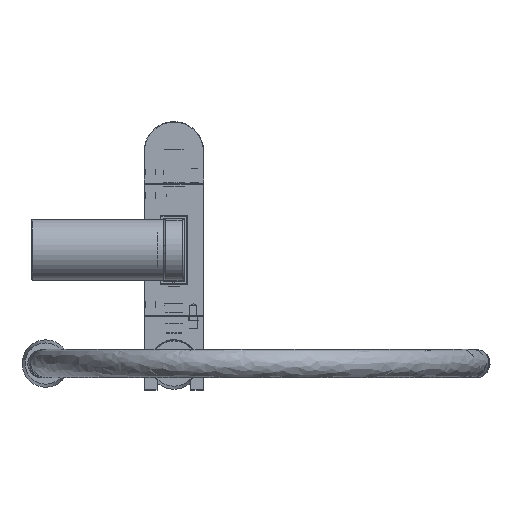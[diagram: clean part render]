
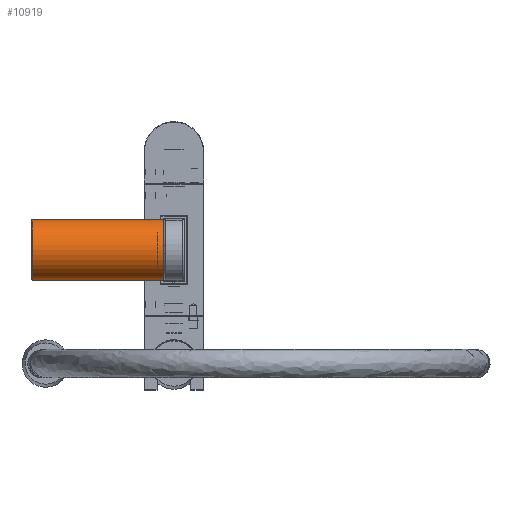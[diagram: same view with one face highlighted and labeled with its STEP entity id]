
A CAD part, front view. The second image highlights one B-rep face of the part: STEP entity #10919.
In plain terms, the highlighted cylindrical face has radius 14.75 mm (diameter 29.5 mm), a full revolution.
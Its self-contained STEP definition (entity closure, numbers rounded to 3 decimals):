
#591 = CARTESIAN_POINT ( 'NONE',  ( -61.322, -320.287, -1.052 ) ) ;
#670 = CARTESIAN_POINT ( 'NONE',  ( -60.052, -320.392, -2.045 ) ) ;
#756 = CARTESIAN_POINT ( 'NONE',  ( -57.508, -320.265, -0.678 ) ) ;
#843 = CARTESIAN_POINT ( 'NONE',  ( -57.612, -320.279, 0.929 ) ) ;
#1031 = DIRECTION ( 'NONE',  ( 1., 0., 0. ) ) ;
#1044 = AXIS2_PLACEMENT_3D ( 'NONE', #8866, #3599, #2021 ) ;
#1731 = CYLINDRICAL_SURFACE ( 'NONE', #3050, 14.75 ) ;
#1811 = DIRECTION ( 'NONE',  ( 1., 0., 0. ) ) ;
#2021 = DIRECTION ( 'NONE',  ( 0., 0., 1. ) ) ;
#2063 = CARTESIAN_POINT ( 'NONE',  ( -57.455, -320.258, 0.55 ) ) ;
#2237 = CARTESIAN_POINT ( 'NONE',  ( -58.567, -320.371, 1.886 ) ) ;
#2323 = CARTESIAN_POINT ( 'NONE',  ( -58.114, -320.335, -1.583 ) ) ;
#2339 = DIRECTION ( 'NONE',  ( 0., 0., 1. ) ) ;
#2411 = CARTESIAN_POINT ( 'NONE',  ( -57.414, -320.252, -0.277 ) ) ;
#2749 = EDGE_LOOP ( 'NONE', ( #10614 ) ) ;
#2883 = AXIS2_PLACEMENT_3D ( 'NONE', #15633, #1031, #2339 ) ;
#3050 = AXIS2_PLACEMENT_3D ( 'NONE', #8477, #1811, #12234 ) ;
#3122 = CARTESIAN_POINT ( 'NONE',  ( -61.533, -320.259, -0.544 ) ) ;
#3296 = CARTESIAN_POINT ( 'NONE',  ( -58.955, -320.391, -2.033 ) ) ;
#3386 = CARTESIAN_POINT ( 'NONE',  ( -61.334, -320.286, 1.059 ) ) ;
#3469 = CARTESIAN_POINT ( 'NONE',  ( -61.6, -320.25, 0. ) ) ;
#3554 = CARTESIAN_POINT ( 'NONE',  ( -58.11, -320.335, 1.58 ) ) ;
#3599 = DIRECTION ( 'NONE',  ( -1., 0., 0. ) ) ;
#3635 = CARTESIAN_POINT ( 'NONE',  ( -61.544, -320.258, 0.554 ) ) ;
#3679 = EDGE_CURVE ( 'NONE', #13816, #13816, #7075, .T. ) ;
#3720 = CARTESIAN_POINT ( 'NONE',  ( -58.446, -320.363, 1.822 ) ) ;
#4518 = CARTESIAN_POINT ( 'NONE',  ( -60.791, -320.345, -1.679 ) ) ;
#4602 = CARTESIAN_POINT ( 'NONE',  ( -59.364, -320.4, -2.1 ) ) ;
#4691 = CARTESIAN_POINT ( 'NONE',  ( -60.557, -320.364, -1.835 ) ) ;
#4862 = CARTESIAN_POINT ( 'NONE',  ( -60.042, -320.391, 2.033 ) ) ;
#5832 = FACE_OUTER_BOUND ( 'NONE', #10440, .T. ) ;
#5912 = CARTESIAN_POINT ( 'NONE',  ( -61.6, -320.25, 0. ) ) ;
#6082 = CARTESIAN_POINT ( 'NONE',  ( -59.223, -320.398, 2.086 ) ) ;
#6167 = CARTESIAN_POINT ( 'NONE',  ( -57.677, -320.287, 1.052 ) ) ;
#6257 = CARTESIAN_POINT ( 'NONE',  ( -57.4, -320.25, 0.273 ) ) ;
#6345 = CARTESIAN_POINT ( 'NONE',  ( -59.359, -320.4, 2.1 ) ) ;
#6428 = CARTESIAN_POINT ( 'NONE',  ( -57.831, -320.305, -1.282 ) ) ;
#7075 = CIRCLE ( 'NONE', #2883, 14.75 ) ;
#7144 = CARTESIAN_POINT ( 'NONE',  ( -61.387, -320.279, -0.932 ) ) ;
#7324 = CARTESIAN_POINT ( 'NONE',  ( -58.447, -320.363, -1.822 ) ) ;
#7409 = CARTESIAN_POINT ( 'NONE',  ( -60.176, -320.385, 1.993 ) ) ;
#7584 = CARTESIAN_POINT ( 'NONE',  ( -60.779, -320.345, 1.671 ) ) ;
#8472 = CARTESIAN_POINT ( 'NONE',  ( -61.492, -320.265, -0.678 ) ) ;
#8477 = CARTESIAN_POINT ( 'NONE',  ( -64., -335., 0. ) ) ;
#8587 = ORIENTED_EDGE ( 'NONE', *, *, #16808, .T. ) ;
#8640 = CARTESIAN_POINT ( 'NONE',  ( -58.824, -320.385, -1.993 ) ) ;
#8732 = CARTESIAN_POINT ( 'NONE',  ( -60.43, -320.371, 1.888 ) ) ;
#8866 = CARTESIAN_POINT ( 'NONE',  ( -0.2, -335., 0. ) ) ;
#8910 = CARTESIAN_POINT ( 'NONE',  ( -60.887, -320.335, 1.583 ) ) ;
#9531 = FACE_BOUND ( 'NONE', #2749, .T. ) ;
#9784 = CARTESIAN_POINT ( 'NONE',  ( -61.6, -320.25, -0.139 ) ) ;
#9962 = CARTESIAN_POINT ( 'NONE',  ( -59.225, -320.398, -2.086 ) ) ;
#10229 = CARTESIAN_POINT ( 'NONE',  ( -60.551, -320.363, 1.823 ) ) ;
#10396 = CARTESIAN_POINT ( 'NONE',  ( -58.218, -320.345, 1.669 ) ) ;
#10440 = EDGE_LOOP ( 'NONE', ( #11546 ) ) ;
#10614 = ORIENTED_EDGE ( 'NONE', *, *, #16245, .T. ) ;
#10919 = ADVANCED_FACE ( 'NONE', ( #5832, #16150, #9531 ), #1731, .T. ) ;
#11438 = CARTESIAN_POINT ( 'NONE',  ( -57.679, -320.287, -1.055 ) ) ;
#11524 = CARTESIAN_POINT ( 'NONE',  ( -57.917, -320.315, 1.387 ) ) ;
#11546 = ORIENTED_EDGE ( 'NONE', *, *, #3679, .T. ) ;
#11699 = CARTESIAN_POINT ( 'NONE',  ( -61.177, -320.305, 1.293 ) ) ;
#11783 = CARTESIAN_POINT ( 'NONE',  ( -57.468, -320.26, -0.547 ) ) ;
#12124 = VERTEX_POINT ( 'NONE', #16382 ) ;
#12234 = DIRECTION ( 'NONE',  ( 0., 0., -1. ) ) ;
#12491 = CARTESIAN_POINT ( 'NONE',  ( -61.081, -320.315, -1.388 ) ) ;
#12911 = CARTESIAN_POINT ( 'NONE',  ( -58.821, -320.385, 1.992 ) ) ;
#13724 = B_SPLINE_CURVE_WITH_KNOTS ( 'NONE', 3,
 ( #5912, #9784, #15096, #3122, #8472, #7144, #591, #16493, #12491, #4518, #4691, #670, #16575, #4602, #9962, #3296, #8640, #13965, #7324, #15359, #2323, #17093, #6428, #11438, #15615, #756, #11783, #2411, #15530, #6257, #2063, #843, #6167, #14220, #11524, #3554, #10396, #3720, #2237, #12911, #14137, #6082, #6345, #16841, #16753, #4862, #7409, #8732, #10229, #7584, #8910, #11699, #3386, #3635, #15697, #3469 ),
 .UNSPECIFIED., .T., .F.,
 ( 4, 2, 2, 2, 2, 2, 2, 2, 2, 2, 2, 2, 2, 2, 2, 2, 2, 2, 2, 2, 2, 2, 2, 2, 2, 2, 2, 4 ),
 ( 0., 0., 0.001, 0.001, 0.002, 0.002, 0.003, 0.004, 0.004, 0.005, 0.005, 0.005, 0.006, 0.006, 0.007, 0.007, 0.008, 0.008, 0.009, 0.009, 0.009, 0.01, 0.01, 0.011, 0.011, 0.012, 0.012, 0.013 ),
 .UNSPECIFIED. ) ;
#13816 = VERTEX_POINT ( 'NONE', #15029 ) ;
#13965 = CARTESIAN_POINT ( 'NONE',  ( -58.57, -320.371, -1.888 ) ) ;
#14137 = CARTESIAN_POINT ( 'NONE',  ( -58.954, -320.391, 2.032 ) ) ;
#14220 = CARTESIAN_POINT ( 'NONE',  ( -57.83, -320.305, 1.281 ) ) ;
#14645 = CARTESIAN_POINT ( 'NONE',  ( -61.6, -320.25, 0. ) ) ;
#14734 = VERTEX_POINT ( 'NONE', #14645 ) ;
#14789 = EDGE_LOOP ( 'NONE', ( #8587 ) ) ;
#15029 = CARTESIAN_POINT ( 'NONE',  ( -63.8, -335., 14.75 ) ) ;
#15096 = CARTESIAN_POINT ( 'NONE',  ( -61.586, -320.252, -0.275 ) ) ;
#15359 = CARTESIAN_POINT ( 'NONE',  ( -58.22, -320.345, -1.67 ) ) ;
#15530 = CARTESIAN_POINT ( 'NONE',  ( -57.4, -320.25, -0.138 ) ) ;
#15615 = CARTESIAN_POINT ( 'NONE',  ( -57.613, -320.279, -0.932 ) ) ;
#15633 = CARTESIAN_POINT ( 'NONE',  ( -63.8, -335., 0. ) ) ;
#15697 = CARTESIAN_POINT ( 'NONE',  ( -61.6, -320.25, 0.278 ) ) ;
#16150 = FACE_OUTER_BOUND ( 'NONE', #14789, .T. ) ;
#16245 = EDGE_CURVE ( 'NONE', #14734, #14734, #13724, .T. ) ;
#16382 = CARTESIAN_POINT ( 'NONE',  ( -0.2, -335., 14.75 ) ) ;
#16493 = CARTESIAN_POINT ( 'NONE',  ( -61.17, -320.305, -1.281 ) ) ;
#16575 = CARTESIAN_POINT ( 'NONE',  ( -59.775, -320.4, -2.1 ) ) ;
#16753 = CARTESIAN_POINT ( 'NONE',  ( -59.774, -320.398, 2.087 ) ) ;
#16808 = EDGE_CURVE ( 'NONE', #12124, #12124, #17224, .T. ) ;
#16841 = CARTESIAN_POINT ( 'NONE',  ( -59.637, -320.4, 2.1 ) ) ;
#17093 = CARTESIAN_POINT ( 'NONE',  ( -57.918, -320.315, -1.388 ) ) ;
#17224 = CIRCLE ( 'NONE', #1044, 14.75 ) ;
